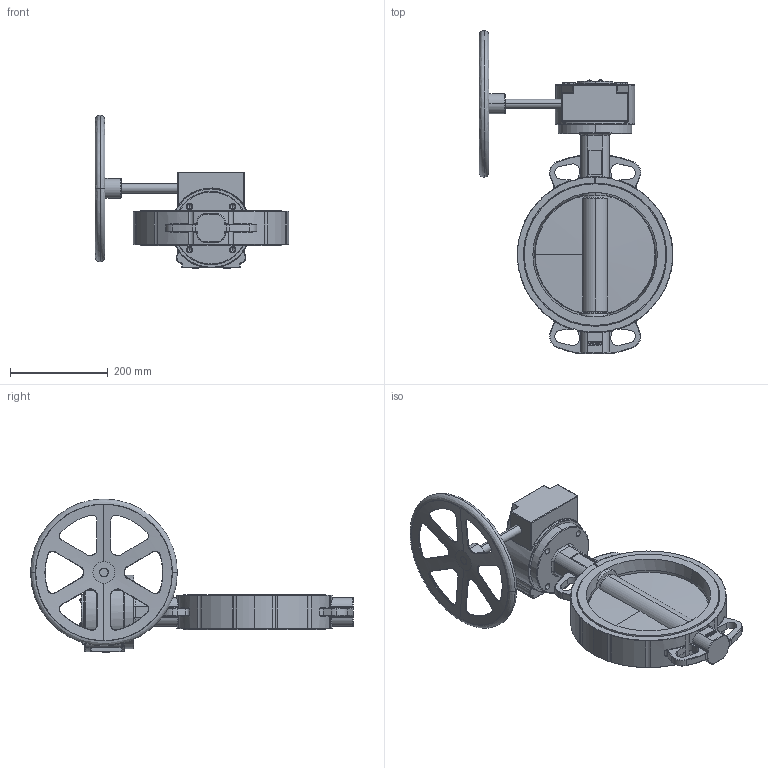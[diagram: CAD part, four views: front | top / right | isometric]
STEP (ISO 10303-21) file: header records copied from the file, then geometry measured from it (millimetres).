
FILE_DESCRIPTION (( 'STEP AP203' ), '1' );
FILE_NAME ('J9_DN250_gear.STEP', '2020-03-04T07:27:00', ( '' ), ( '' ), 'SwSTEP 2.0', 'SolidWorks 2017', '' );
FILE_SCHEMA (( 'CONFIG_CONTROL_DESIGN' ));
Length unit declared in the file: millimetre
Products named in the file (1): J9_DN250_gear
Bounding box: 396 x 660 x 314.5 mm (x, y, z)
Volume: 6339139.3 mm3; surface area: 607420.1 mm2
Topology: 1 solids, 9 shells, 1109 faces, 2787 edges, 1697 vertices
Faces by surface type: plane 335, cylinder 290, bspline 268, cone 126, torus 84, sphere 6
Entity records: 48593 total; most frequent: CARTESIAN_POINT 23898, ORIENTED_EDGE 5484, DIRECTION 4692, EDGE_CURVE 2742, AXIS2_PLACEMENT_3D 1835, VERTEX_POINT 1697, EDGE_LOOP 1183, ADVANCED_FACE 1109
